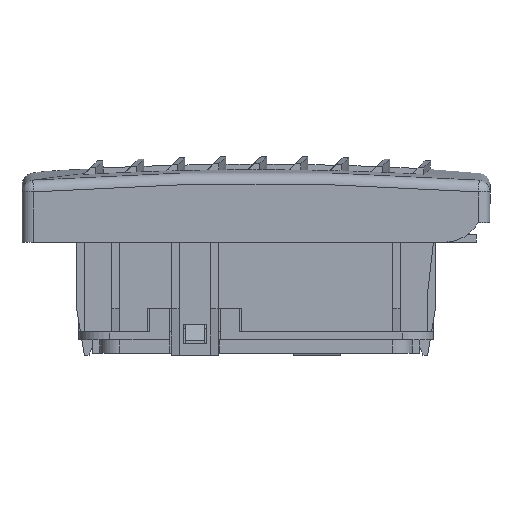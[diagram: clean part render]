
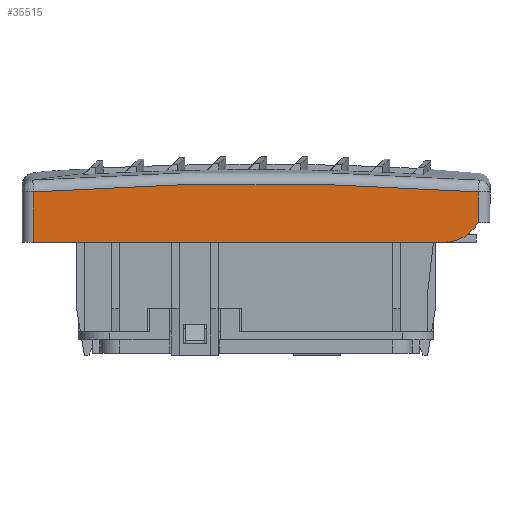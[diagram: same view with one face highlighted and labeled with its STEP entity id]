
A CAD part, left-side view. The second image highlights one B-rep face of the part: STEP entity #35515.
In plain terms, the highlighted planar face has unit normal (-1, 0, 0).
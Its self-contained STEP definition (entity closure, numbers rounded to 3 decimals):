
#2464 = VERTEX_POINT ( 'NONE', #26907 ) ;
#2905 = VECTOR ( 'NONE', #21034, 1000. ) ;
#4021 = LINE ( 'NONE', #24400, #2905 ) ;
#5746 = CARTESIAN_POINT ( 'NONE',  ( -14., 11., 12.913 ) ) ;
#6360 = DIRECTION ( 'NONE',  ( 1., 0., 0. ) ) ;
#7533 = VECTOR ( 'NONE', #9922, 1000. ) ;
#7911 = ORIENTED_EDGE ( 'NONE', *, *, #17711, .T. ) ;
#7961 = ORIENTED_EDGE ( 'NONE', *, *, #16657, .T. ) ;
#8186 = AXIS2_PLACEMENT_3D ( 'NONE', #19361, #43041, #22766 ) ;
#8526 = ORIENTED_EDGE ( 'NONE', *, *, #39984, .T. ) ;
#9922 = DIRECTION ( 'NONE',  ( 0., 0., 1. ) ) ;
#11610 = CARTESIAN_POINT ( 'NONE',  ( -14., -103., 5. ) ) ;
#11824 = EDGE_LOOP ( 'NONE', ( #18083, #7911, #7961, #8526, #16045 ) ) ;
#12399 = AXIS2_PLACEMENT_3D ( 'NONE', #26842, #6360, #30235 ) ;
#12864 = CARTESIAN_POINT ( 'NONE',  ( -14., -46., -780. ) ) ;
#16045 = ORIENTED_EDGE ( 'NONE', *, *, #22101, .T. ) ;
#16299 = DIRECTION ( 'NONE',  ( 0., 1., 0. ) ) ;
#16657 = EDGE_CURVE ( 'NONE', #41289, #28570, #33631, .T. ) ;
#17194 = AXIS2_PLACEMENT_3D ( 'NONE', #12864, #36643, #16299 ) ;
#17254 = CARTESIAN_POINT ( 'NONE',  ( -14., -103., 12.913 ) ) ;
#17711 = EDGE_CURVE ( 'NONE', #31200, #41289, #35131, .T. ) ;
#18083 = ORIENTED_EDGE ( 'NONE', *, *, #24774, .T. ) ;
#19361 = CARTESIAN_POINT ( 'NONE',  ( -14., -94.34, 10. ) ) ;
#21034 = DIRECTION ( 'NONE',  ( 0., 0., -1. ) ) ;
#22101 = EDGE_CURVE ( 'NONE', #34559, #2464, #4021, .T. ) ;
#22766 = DIRECTION ( 'NONE',  ( 0., 1., 0. ) ) ;
#24400 = CARTESIAN_POINT ( 'NONE',  ( -14., 11., 20. ) ) ;
#24692 = CARTESIAN_POINT ( 'NONE',  ( -14., 14., 0. ) ) ;
#24774 = EDGE_CURVE ( 'NONE', #2464, #31200, #25718, .T. ) ;
#25132 = FACE_OUTER_BOUND ( 'NONE', #11824, .T. ) ;
#25718 = LINE ( 'NONE', #24692, #33638 ) ;
#25783 = CARTESIAN_POINT ( 'NONE',  ( -14., -94.34, 0. ) ) ;
#26842 = CARTESIAN_POINT ( 'NONE',  ( -14., 14., 20. ) ) ;
#26907 = CARTESIAN_POINT ( 'NONE',  ( -14., 11., 0. ) ) ;
#28116 = DIRECTION ( 'NONE',  ( 0., -1., 0. ) ) ;
#28570 = VERTEX_POINT ( 'NONE', #17254 ) ;
#30235 = DIRECTION ( 'NONE',  ( 0., 1., 0. ) ) ;
#31200 = VERTEX_POINT ( 'NONE', #25783 ) ;
#33476 = PLANE ( 'NONE',  #12399 ) ;
#33631 = LINE ( 'NONE', #40668, #7533 ) ;
#33638 = VECTOR ( 'NONE', #28116, 1000. ) ;
#34559 = VERTEX_POINT ( 'NONE', #5746 ) ;
#35131 = CIRCLE ( 'NONE', #8186, 10. ) ;
#35515 = ADVANCED_FACE ( 'NONE', ( #25132 ), #33476, .F. ) ;
#36643 = DIRECTION ( 'NONE',  ( -1., 0., 0. ) ) ;
#37588 = CIRCLE ( 'NONE', #17194, 794.959 ) ;
#39984 = EDGE_CURVE ( 'NONE', #28570, #34559, #37588, .T. ) ;
#40668 = CARTESIAN_POINT ( 'NONE',  ( -14., -103., 20. ) ) ;
#41289 = VERTEX_POINT ( 'NONE', #11610 ) ;
#43041 = DIRECTION ( 'NONE',  ( -1., 0., 0. ) ) ;
